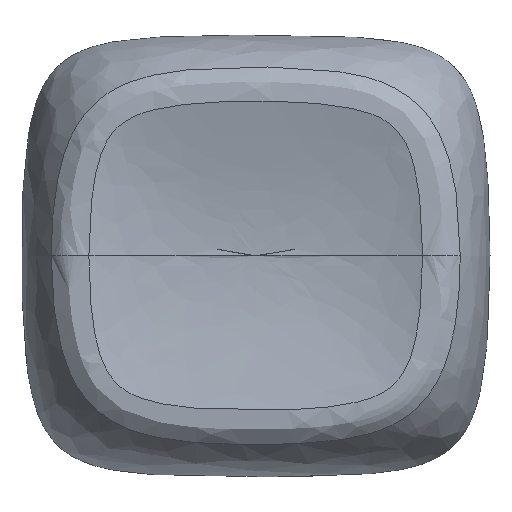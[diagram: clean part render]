
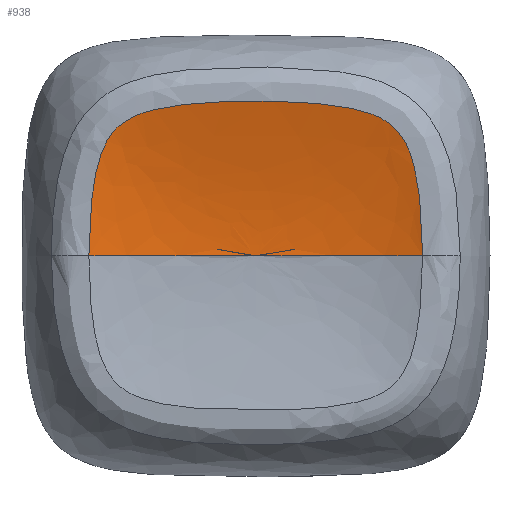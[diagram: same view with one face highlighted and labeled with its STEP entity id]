
A CAD part, top view. The second image highlights one B-rep face of the part: STEP entity #938.
In plain terms, the highlighted free-form (B-spline) face has degree [3, 3] with [10, 5] control points.
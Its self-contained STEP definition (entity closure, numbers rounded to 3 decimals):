
#15=(
BOUNDED_CURVE()
B_SPLINE_CURVE(5,(#5626,#5627,#5628,#5629,#5630,#5631,#5632,#5633,#5634,
#5635),.UNSPECIFIED.,.F.,.F.)
B_SPLINE_CURVE_WITH_KNOTS((6,1,1,1,1,6),(0.183,0.2,0.4,0.6,
0.8,1.),.UNSPECIFIED.)
CURVE()
GEOMETRIC_REPRESENTATION_ITEM()
RATIONAL_B_SPLINE_CURVE((1.,1.,1.,1.,1.,1.,1.,1.,1.,1.))
REPRESENTATION_ITEM('')
);
#16=(
BOUNDED_CURVE()
B_SPLINE_CURVE(5,(#5636,#5637,#5638,#5639,#5640,#5641,#5642,#5643,#5644,
#5645),.UNSPECIFIED.,.F.,.F.)
B_SPLINE_CURVE_WITH_KNOTS((6,1,1,1,1,6),(0.183,0.2,0.4,0.6,
0.8,1.),.UNSPECIFIED.)
CURVE()
GEOMETRIC_REPRESENTATION_ITEM()
RATIONAL_B_SPLINE_CURVE((1.,1.,1.,1.,1.,1.,1.,1.,1.,1.))
REPRESENTATION_ITEM('')
);
#25=B_SPLINE_SURFACE_WITH_KNOTS('',3,3,((#6614,#6615,#6616,#6617,#6618),
(#6619,#6620,#6621,#6622,#6623),(#6624,#6625,#6626,#6627,#6628),(#6629,
#6630,#6631,#6632,#6633),(#6634,#6635,#6636,#6637,#6638),(#6639,#6640,#6641,
#6642,#6643),(#6644,#6645,#6646,#6647,#6648),(#6649,#6650,#6651,#6652,#6653),
(#6654,#6655,#6656,#6657,#6658),(#6659,#6660,#6661,#6662,#6663)),
 .UNSPECIFIED.,.F.,.F.,.F.,(4,1,1,1,1,1,1,4),(4,1,4),(0.,0.143,
0.286,0.429,0.571,0.714,
0.857,1.),(0.104,0.488,1.),
 .UNSPECIFIED.);
#69=B_SPLINE_CURVE_WITH_KNOTS('',3,(#5542,#5543,#5544,#5545,#5546,#5547,
#5548,#5549,#5550,#5551,#5552,#5553,#5554,#5555,#5556,#5557,#5558,#5559,
#5560,#5561,#5562,#5563,#5564),.UNSPECIFIED.,.F.,.F.,(4,1,1,1,1,1,1,1,1,
2,1,1,1,1,1,1,1,1,1,4),(-2.163,-1.947,-1.839,
-1.731,-1.677,-1.623,-1.514,
-1.406,-1.298,-1.082,-0.865,
-0.757,-0.649,-0.595,-0.541,
-0.433,-0.379,-0.325,-0.216,
0.),.UNSPECIFIED.);
#146=FACE_OUTER_BOUND('',#197,.T.);
#197=EDGE_LOOP('',(#871,#872,#873));
#437=VERTEX_POINT('',#5350);
#440=VERTEX_POINT('',#5378);
#441=VERTEX_POINT('',#5625);
#579=EDGE_CURVE('',#437,#440,#69,.T.);
#580=EDGE_CURVE('',#440,#441,#15,.T.);
#581=EDGE_CURVE('',#437,#441,#16,.T.);
#871=ORIENTED_EDGE('',*,*,#579,.F.);
#872=ORIENTED_EDGE('',*,*,#581,.T.);
#873=ORIENTED_EDGE('',*,*,#580,.F.);
#938=ADVANCED_FACE('',(#146),#25,.F.);
#5350=CARTESIAN_POINT('',(-6.23,0.,5.526));
#5378=CARTESIAN_POINT('',(6.23,0.,5.526));
#5542=CARTESIAN_POINT('Ctrl Pts',(-6.23,0.,
5.526));
#5543=CARTESIAN_POINT('Ctrl Pts',(-6.23,0.705,5.526));
#5544=CARTESIAN_POINT('Ctrl Pts',(-6.185,1.778,5.531));
#5545=CARTESIAN_POINT('Ctrl Pts',(-5.985,3.133,5.56));
#5546=CARTESIAN_POINT('Ctrl Pts',(-5.751,3.944,5.592));
#5547=CARTESIAN_POINT('Ctrl Pts',(-5.431,4.517,5.617));
#5548=CARTESIAN_POINT('Ctrl Pts',(-4.985,5.007,5.634));
#5549=CARTESIAN_POINT('Ctrl Pts',(-4.225,5.376,5.636));
#5550=CARTESIAN_POINT('Ctrl Pts',(-3.205,5.594,5.636));
#5551=CARTESIAN_POINT('Ctrl Pts',(-1.799,5.746,5.639));
#5552=CARTESIAN_POINT('Ctrl Pts',(-0.717,5.774,5.641));
#5553=CARTESIAN_POINT('Ctrl Pts',(0.716,5.775,5.641));
#5554=CARTESIAN_POINT('Ctrl Pts',(1.799,5.745,5.639));
#5555=CARTESIAN_POINT('Ctrl Pts',(3.201,5.595,5.636));
#5556=CARTESIAN_POINT('Ctrl Pts',(4.06,5.41,5.636));
#5557=CARTESIAN_POINT('Ctrl Pts',(4.681,5.155,5.634));
#5558=CARTESIAN_POINT('Ctrl Pts',(5.242,4.79,5.628));
#5559=CARTESIAN_POINT('Ctrl Pts',(5.618,4.241,5.605));
#5560=CARTESIAN_POINT('Ctrl Pts',(5.844,3.616,5.579));
#5561=CARTESIAN_POINT('Ctrl Pts',(6.011,2.965,5.557));
#5562=CARTESIAN_POINT('Ctrl Pts',(6.185,1.775,5.531));
#5563=CARTESIAN_POINT('Ctrl Pts',(6.23,0.705,5.526));
#5564=CARTESIAN_POINT('Ctrl Pts',(6.23,0.,
5.526));
#5625=CARTESIAN_POINT('',(0.,0.,4.8));
#5626=CARTESIAN_POINT('Ctrl Pts',(6.23,0.,
5.526));
#5627=CARTESIAN_POINT('Ctrl Pts',(6.215,0.,
5.522));
#5628=CARTESIAN_POINT('Ctrl Pts',(6.016,0.,
5.46));
#5629=CARTESIAN_POINT('Ctrl Pts',(5.617,0.,
5.344));
#5630=CARTESIAN_POINT('Ctrl Pts',(4.967,0.,
5.182));
#5631=CARTESIAN_POINT('Ctrl Pts',(3.961,0.,
4.995));
#5632=CARTESIAN_POINT('Ctrl Pts',(2.674,0.,
4.864));
#5633=CARTESIAN_POINT('Ctrl Pts',(1.452,0.,
4.812));
#5634=CARTESIAN_POINT('Ctrl Pts',(0.506,0.,
4.8));
#5635=CARTESIAN_POINT('Ctrl Pts',(0.,0.,4.8));
#5636=CARTESIAN_POINT('Ctrl Pts',(-6.23,0.,
5.526));
#5637=CARTESIAN_POINT('Ctrl Pts',(-6.215,0.,
5.522));
#5638=CARTESIAN_POINT('Ctrl Pts',(-6.016,0.,
5.46));
#5639=CARTESIAN_POINT('Ctrl Pts',(-5.617,0.,
5.344));
#5640=CARTESIAN_POINT('Ctrl Pts',(-4.967,0.,
5.182));
#5641=CARTESIAN_POINT('Ctrl Pts',(-3.961,0.,
4.995));
#5642=CARTESIAN_POINT('Ctrl Pts',(-2.674,0.,
4.864));
#5643=CARTESIAN_POINT('Ctrl Pts',(-1.452,0.,
4.812));
#5644=CARTESIAN_POINT('Ctrl Pts',(-0.506,0.,
4.8));
#5645=CARTESIAN_POINT('Ctrl Pts',(0.,0.,
4.8));
#6614=CARTESIAN_POINT('Ctrl Pts',(-6.576,0.,
5.641));
#6615=CARTESIAN_POINT('Ctrl Pts',(-6.032,0.,
5.451));
#6616=CARTESIAN_POINT('Ctrl Pts',(-4.589,0.,
5.038));
#6617=CARTESIAN_POINT('Ctrl Pts',(-2.158,0.,
4.8));
#6618=CARTESIAN_POINT('Ctrl Pts',(0.,0.,
4.8));
#6619=CARTESIAN_POINT('Ctrl Pts',(-6.576,1.212,5.641));
#6620=CARTESIAN_POINT('Ctrl Pts',(-6.033,1.038,5.451));
#6621=CARTESIAN_POINT('Ctrl Pts',(-4.589,0.634,5.038));
#6622=CARTESIAN_POINT('Ctrl Pts',(-2.158,0.231,4.8));
#6623=CARTESIAN_POINT('Ctrl Pts',(0.,0.,
4.8));
#6624=CARTESIAN_POINT('Ctrl Pts',(-6.361,3.601,5.641));
#6625=CARTESIAN_POINT('Ctrl Pts',(-5.838,3.108,5.451));
#6626=CARTESIAN_POINT('Ctrl Pts',(-4.366,1.871,5.038));
#6627=CARTESIAN_POINT('Ctrl Pts',(-1.982,0.627,4.8));
#6628=CARTESIAN_POINT('Ctrl Pts',(0.,0.,
4.8));
#6629=CARTESIAN_POINT('Ctrl Pts',(-4.991,5.382,5.641));
#6630=CARTESIAN_POINT('Ctrl Pts',(-4.586,4.614,5.451));
#6631=CARTESIAN_POINT('Ctrl Pts',(-3.278,2.818,5.038));
#6632=CARTESIAN_POINT('Ctrl Pts',(-1.34,1.023,4.8));
#6633=CARTESIAN_POINT('Ctrl Pts',(0.,0.,
4.8));
#6634=CARTESIAN_POINT('Ctrl Pts',(-2.017,5.799,5.641));
#6635=CARTESIAN_POINT('Ctrl Pts',(-1.855,4.929,5.451));
#6636=CARTESIAN_POINT('Ctrl Pts',(-1.277,3.069,5.038));
#6637=CARTESIAN_POINT('Ctrl Pts',(-0.472,1.22,4.8));
#6638=CARTESIAN_POINT('Ctrl Pts',(0.,0.,
4.8));
#6639=CARTESIAN_POINT('Ctrl Pts',(2.022,5.797,5.641));
#6640=CARTESIAN_POINT('Ctrl Pts',(1.86,4.927,5.451));
#6641=CARTESIAN_POINT('Ctrl Pts',(1.28,3.068,5.038));
#6642=CARTESIAN_POINT('Ctrl Pts',(0.472,1.22,4.8));
#6643=CARTESIAN_POINT('Ctrl Pts',(0.,0.,
4.8));
#6644=CARTESIAN_POINT('Ctrl Pts',(4.986,5.381,5.641));
#6645=CARTESIAN_POINT('Ctrl Pts',(4.582,4.613,5.451));
#6646=CARTESIAN_POINT('Ctrl Pts',(3.276,2.817,5.038));
#6647=CARTESIAN_POINT('Ctrl Pts',(1.34,1.023,4.8));
#6648=CARTESIAN_POINT('Ctrl Pts',(0.,0.,
4.8));
#6649=CARTESIAN_POINT('Ctrl Pts',(6.361,3.601,5.641));
#6650=CARTESIAN_POINT('Ctrl Pts',(5.838,3.108,5.451));
#6651=CARTESIAN_POINT('Ctrl Pts',(4.366,1.871,5.038));
#6652=CARTESIAN_POINT('Ctrl Pts',(1.982,0.627,4.8));
#6653=CARTESIAN_POINT('Ctrl Pts',(0.,0.,
4.8));
#6654=CARTESIAN_POINT('Ctrl Pts',(6.576,1.212,5.641));
#6655=CARTESIAN_POINT('Ctrl Pts',(6.033,1.038,5.451));
#6656=CARTESIAN_POINT('Ctrl Pts',(4.589,0.634,5.038));
#6657=CARTESIAN_POINT('Ctrl Pts',(2.158,0.231,4.8));
#6658=CARTESIAN_POINT('Ctrl Pts',(0.,0.,
4.8));
#6659=CARTESIAN_POINT('Ctrl Pts',(6.576,0.,
5.641));
#6660=CARTESIAN_POINT('Ctrl Pts',(6.032,0.,
5.451));
#6661=CARTESIAN_POINT('Ctrl Pts',(4.589,0.,
5.038));
#6662=CARTESIAN_POINT('Ctrl Pts',(2.158,0.,
4.8));
#6663=CARTESIAN_POINT('Ctrl Pts',(0.,0.,
4.8));
